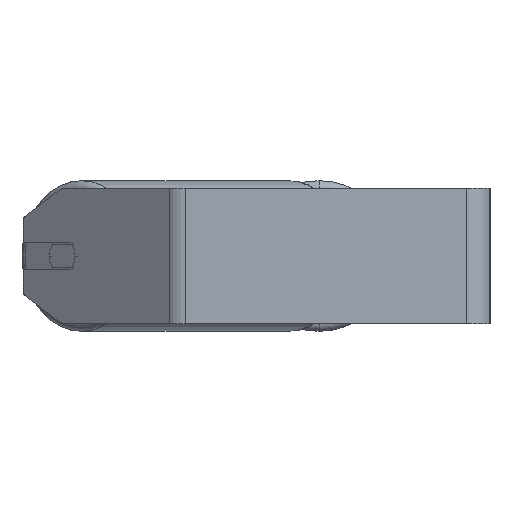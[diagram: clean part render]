
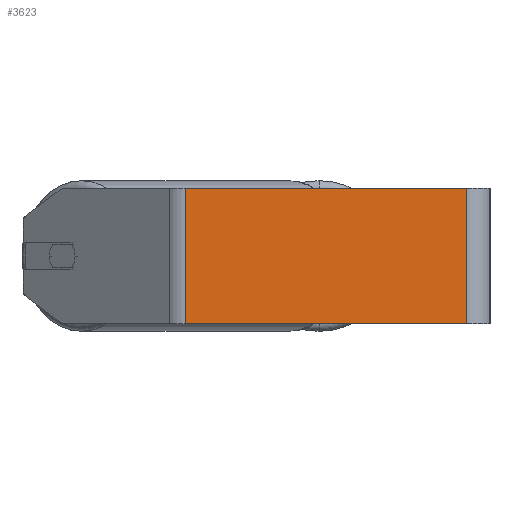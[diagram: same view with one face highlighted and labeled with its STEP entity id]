
A CAD part, left-side view. The second image highlights one B-rep face of the part: STEP entity #3623.
In plain terms, the highlighted planar face has unit normal (-1, 0, 0).
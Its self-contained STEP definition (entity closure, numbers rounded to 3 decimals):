
#105 = DIRECTION ( 'NONE',  ( 0., 0., -1. ) ) ;
#144 = LINE ( 'NONE', #5895, #5735 ) ;
#255 = AXIS2_PLACEMENT_3D ( 'NONE', #4883, #1653, #1038 ) ;
#276 = VERTEX_POINT ( 'NONE', #5450 ) ;
#319 = PLANE ( 'NONE',  #255 ) ;
#498 = VECTOR ( 'NONE', #105, 1000. ) ;
#740 = LINE ( 'NONE', #5945, #498 ) ;
#762 = EDGE_CURVE ( 'NONE', #4814, #5467, #740, .T. ) ;
#1038 = DIRECTION ( 'NONE',  ( 0., 0., -1. ) ) ;
#1470 = LINE ( 'NONE', #7843, #8266 ) ;
#1653 = DIRECTION ( 'NONE',  ( 1., 0., 0. ) ) ;
#2989 = DIRECTION ( 'NONE',  ( 0., -1., 0. ) ) ;
#3421 = DIRECTION ( 'NONE',  ( 0., -1., 0. ) ) ;
#3426 = DIRECTION ( 'NONE',  ( 0., 0., -1. ) ) ;
#3556 = ORIENTED_EDGE ( 'NONE', *, *, #8063, .F. ) ;
#3623 = ADVANCED_FACE ( 'NONE', ( #4280 ), #319, .F. ) ;
#3728 = VERTEX_POINT ( 'NONE', #5683 ) ;
#3878 = VECTOR ( 'NONE', #2989, 1000. ) ;
#4099 = EDGE_LOOP ( 'NONE', ( #4851, #6395, #3556, #5499 ) ) ;
#4280 = FACE_OUTER_BOUND ( 'NONE', #4099, .T. ) ;
#4402 = EDGE_CURVE ( 'NONE', #3728, #5467, #8092, .T. ) ;
#4814 = VERTEX_POINT ( 'NONE', #5052 ) ;
#4851 = ORIENTED_EDGE ( 'NONE', *, *, #4402, .T. ) ;
#4883 = CARTESIAN_POINT ( 'NONE',  ( -360., 185.22, 40. ) ) ;
#4967 = EDGE_CURVE ( 'NONE', #276, #3728, #1470, .T. ) ;
#5052 = CARTESIAN_POINT ( 'NONE',  ( -360., 14., 40. ) ) ;
#5450 = CARTESIAN_POINT ( 'NONE',  ( -360., 180.125, 40. ) ) ;
#5467 = VERTEX_POINT ( 'NONE', #6517 ) ;
#5499 = ORIENTED_EDGE ( 'NONE', *, *, #4967, .T. ) ;
#5683 = CARTESIAN_POINT ( 'NONE',  ( -360., 180.125, -40. ) ) ;
#5735 = VECTOR ( 'NONE', #3421, 1000. ) ;
#5895 = CARTESIAN_POINT ( 'NONE',  ( -360., 185.22, 40. ) ) ;
#5945 = CARTESIAN_POINT ( 'NONE',  ( -360., 14., 40. ) ) ;
#6395 = ORIENTED_EDGE ( 'NONE', *, *, #762, .F. ) ;
#6517 = CARTESIAN_POINT ( 'NONE',  ( -360., 14., -40. ) ) ;
#7500 = CARTESIAN_POINT ( 'NONE',  ( -360., 185.22, -40. ) ) ;
#7843 = CARTESIAN_POINT ( 'NONE',  ( -360., 180.125, 40. ) ) ;
#8063 = EDGE_CURVE ( 'NONE', #276, #4814, #144, .T. ) ;
#8092 = LINE ( 'NONE', #7500, #3878 ) ;
#8266 = VECTOR ( 'NONE', #3426, 1000. ) ;
